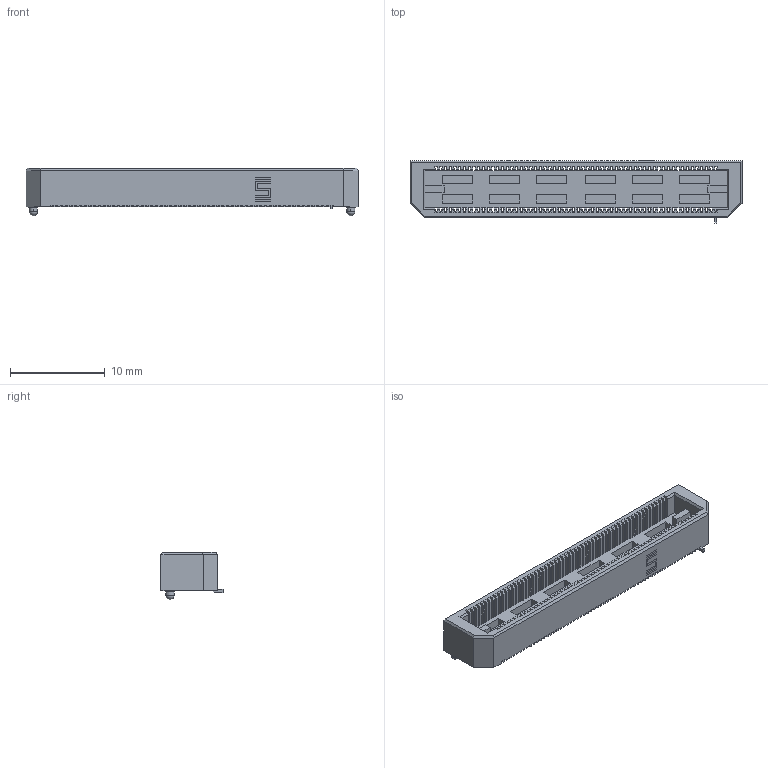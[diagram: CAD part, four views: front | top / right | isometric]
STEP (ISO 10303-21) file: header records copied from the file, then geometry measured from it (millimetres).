
FILE_DESCRIPTION(('FreeCAD Model'),'2;1');
FILE_NAME('CONN2332.stp','2016-07-19T08:35:56' ,('FreeCAD'),('FreeCAD'),'Open CASCADE STEP processor 6.3','FreeCAD', 'Unknown');
FILE_SCHEMA(('AUTOMOTIVE_DESIGN_CC2 { 1 2 10303 214 -1 1 5 4 }'));
Products named in the file (1): Fusion
Bounding box: 35.01 x 6.54 x 5.02 mm (x, y, z)
Volume: 412.1 mm3; surface area: 1511.5 mm2
Topology: 1 solids, 1 shells, 3781 faces, 10356 edges, 6472 vertices
Faces by surface type: plane 3762, cylinder 9, torus 4, bspline 4, sphere 2
Entity records: 252512 total; most frequent: CARTESIAN_POINT 43536, DIRECTION 38505, LINE 30876, VECTOR 30876, ORIENTED_EDGE 20708, PCURVE 20708, DEFINITIONAL_REPRESENTATION 20708, EDGE_CURVE 10354
